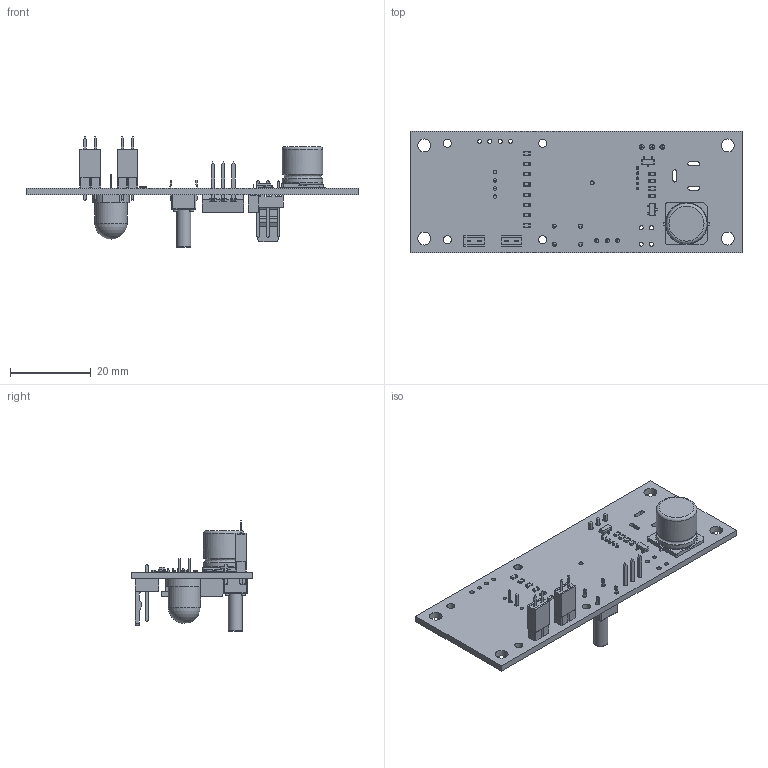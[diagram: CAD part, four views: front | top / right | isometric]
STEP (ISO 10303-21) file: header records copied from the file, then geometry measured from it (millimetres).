
FILE_DESCRIPTION(('FreeCAD Model'),'2;1');
FILE_NAME( 'NinjaLAMP.step', '2020-10-28T13:33:37',('Author'),(''), 'Open CASCADE STEP processor 7.3','FreeCAD','Unknown');
FILE_SCHEMA(('AUTOMOTIVE_DESIGN { 1 0 10303 214 1 1 1 1 }'));
Length unit declared in the file: millimetre
Products named in the file (34): NinjaLAMP; Board_Geoms_394c; Local_CS_394c; Pcb_394c; PCB_Sketch_394c; Step_Models_394c; Top_394c; C1_C_Elec_10x10.2_5FA54AD0; NTC_AIR1_PinHeader_1x02_P254mm_Vertical_5FA54BA2[2]; NTC_AIR1_PinSocket_1x02_P254mm_Vertical_5FA54BA2[3]; NTC_WELLe_AIR1_PinHeader_1x02_P254mm_Vertical_5FA54BB8[2]; NTC_WELLe_AIR1_PinSocket_1x02_P254mm_Vertical_5FA54BB8[3]; Q1_SOT_23_5FA54BDB; Q2_SOT_23_5FC62037; R1_R_0603_1608Metric_5FA5EEA7[2]; R2_R_0603_1608Metric_5FA5EE77[2]; R3_R_0603_1608Metric_5FA54C48[2]; R4_R_0603_1608Metric_5FA54C59[2]; R5_R_0603_1608Metric_5FB015A9[2]; R6_R_0603_1608Metric_5FA54C7B[2]; R7_R_0603_1608Metric_5FA54C8C[2]; R8_R_0603_1608Metric_5FA54C9D[2]; R9_R_0603_1608Metric_5FA54CAE[2]; R10_R_0603_1608Metric_5FC622F6[2]; R11_R_0603_1608Metric_5FA54CD0[2]; R12_R_0603_1608Metric_5FC62217[2]; Bot_394c; J2_PinSocket_1x05_P127mm_Vertical_5FD4DE27[2]; FAN1_Molex_AE_6410_03A_5FA54B8C[2]; EXTRA_Q1_TO-220-3_Horizontal_TabUp_5FB01CE5[2]; SW1_SW_PUSH_6mm_h13mm_5FD69DE4[2]; Step_Virtual_Models_394c; BotV_394c; D2_LED_D8.0mm_5F98D6B4
Assembly tree (33 placements, depth 4):
  NinjaLAMP
    Board_Geoms_394c
      Local_CS_394c
      Pcb_394c
      PCB_Sketch_394c
    Step_Models_394c
      Top_394c
        C1_C_Elec_10x10.2_5FA54AD0
        NTC_AIR1_PinHeader_1x02_P254mm_Vertical_5FA54BA2[2]
        NTC_AIR1_PinSocket_1x02_P254mm_Vertical_5FA54BA2[3]
        NTC_WELLe_AIR1_PinHeader_1x02_P254mm_Vertical_5FA54BB8[2]
        NTC_WELLe_AIR1_PinSocket_1x02_P254mm_Vertical_5FA54BB8[3]
        Q1_SOT_23_5FA54BDB
        Q2_SOT_23_5FC62037
        R1_R_0603_1608Metric_5FA5EEA7[2]
        R2_R_0603_1608Metric_5FA5EE77[2]
        R3_R_0603_1608Metric_5FA54C48[2]
        R4_R_0603_1608Metric_5FA54C59[2]
        R5_R_0603_1608Metric_5FB015A9[2]
        R6_R_0603_1608Metric_5FA54C7B[2]
        R7_R_0603_1608Metric_5FA54C8C[2]
        R8_R_0603_1608Metric_5FA54C9D[2]
        R9_R_0603_1608Metric_5FA54CAE[2]
        R10_R_0603_1608Metric_5FC622F6[2]
        R11_R_0603_1608Metric_5FA54CD0[2]
        R12_R_0603_1608Metric_5FC62217[2]
      Bot_394c
        J2_PinSocket_1x05_P127mm_Vertical_5FD4DE27[2]
        FAN1_Molex_AE_6410_03A_5FA54B8C[2]
        EXTRA_Q1_TO-220-3_Horizontal_TabUp_5FB01CE5[2]
        SW1_SW_PUSH_6mm_h13mm_5FD69DE4[2]
    Step_Virtual_Models_394c
      BotV_394c
        D2_LED_D8.0mm_5F98D6B4
Bounding box: 82 x 30 x 27.25 mm (x, y, z)
Volume: 6347.7 mm3; surface area: 8516.9 mm2
Topology: 26 solids, 26 shells, 1274 faces, 3256 edges, 2085 vertices
Faces by surface type: plane 982, cylinder 231, bspline 56, torus 3, revolution 1, sphere 1
Full cylindrical faces by diameter (mm): 0.02 x1, 0.65 x5, 0.848 x4, 1 x20, 1.016 x4, 1.2 x3, 2 x4, 3.2 x4, 3.5 x1, 3.735 x1, 8 x1, 10 x2
Entity records: 47169 total; most frequent: CARTESIAN_POINT 7018, ORIENTED_EDGE 6492, DIRECTION 6161, EDGE_CURVE 3246, LINE 2714, VECTOR 2714, VERTEX_POINT 2072, AXIS2_PLACEMENT_3D 1723
